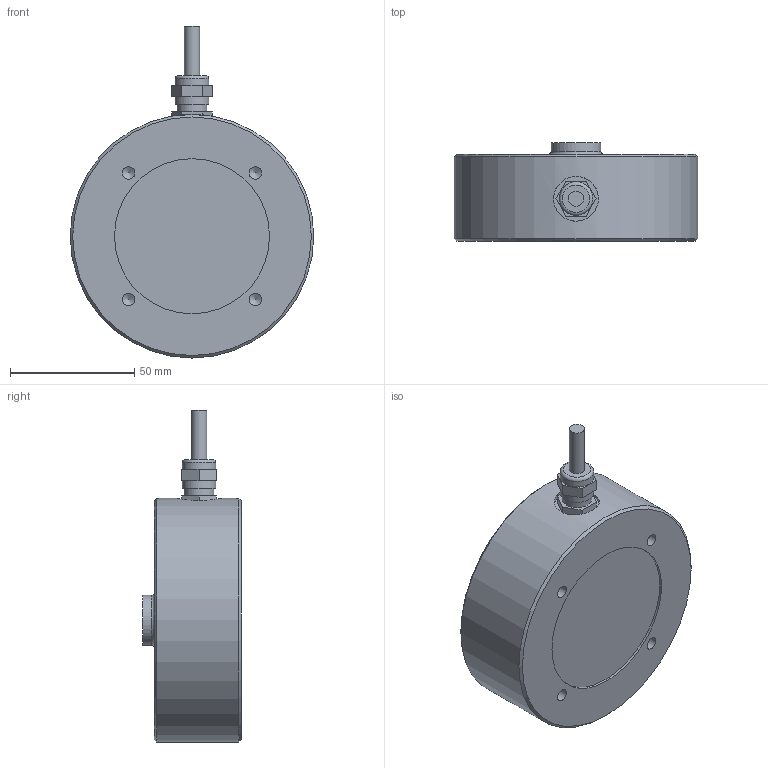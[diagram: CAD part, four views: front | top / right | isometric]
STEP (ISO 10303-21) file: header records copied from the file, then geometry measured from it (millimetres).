
FILE_DESCRIPTION(/* description */ (''),/* implementation_level */ '2;1');
FILE_NAME(/* name */ '266AH-(3-5)t v1.step',/* time_stamp */ '2020-01-21T14:43:06-08:00',/* author */ (''),/* organization */ (''),/* preprocessor_version */ 'ST-DEVELOPER v18',/* originating_system */ 'Autodesk Translation Framework v8.12.0.6',/* authorisation */ '');
FILE_SCHEMA (('AUTOMOTIVE_DESIGN { 1 0 10303 214 3 1 1 }'));
Length unit declared in the file: millimetre
Products named in the file (1): 266AH-(3-5)t
Bounding box: 98 x 39.67 x 133.6 mm (x, y, z)
Volume: 263621.3 mm3; surface area: 28319.6 mm2
Topology: 1 solids, 1 shells, 43 faces, 118 edges, 85 vertices
Faces by surface type: plane 22, cylinder 12, cone 6, torus 2, sphere 1
Full cylindrical faces by diameter (mm): 5 x4, 6.1 x1, 12 x1, 13.5 x2, 18 x1, 20 x1, 62.4 x1, 98 x1
Entity records: 1462 total; most frequent: CARTESIAN_POINT 278, DIRECTION 255, ORIENTED_EDGE 228, EDGE_CURVE 114, AXIS2_PLACEMENT_3D 100, VERTEX_POINT 85, CIRCLE 56, LINE 55
